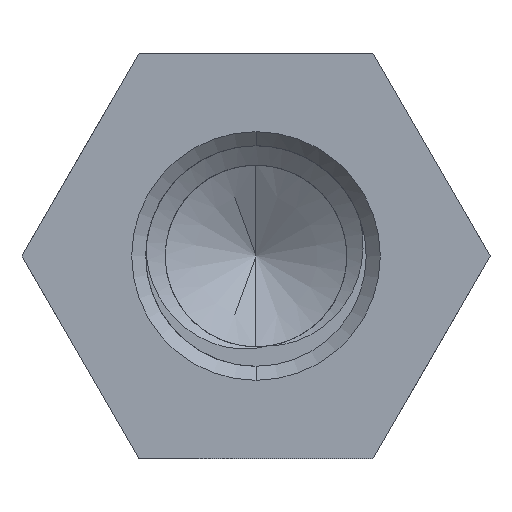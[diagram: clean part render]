
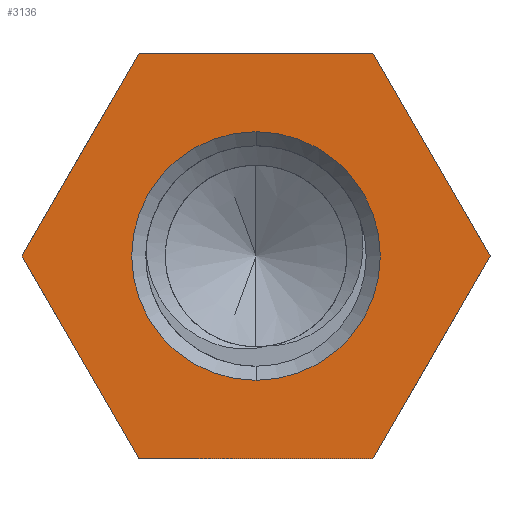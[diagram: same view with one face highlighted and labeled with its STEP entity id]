
A CAD part, front view. The second image highlights one B-rep face of the part: STEP entity #3136.
In plain terms, the highlighted planar face has unit normal (0, -1, 0).
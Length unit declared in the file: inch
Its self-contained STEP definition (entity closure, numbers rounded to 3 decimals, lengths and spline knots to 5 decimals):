
#448 = DIRECTION ( 'NONE',  ( 0., 0., 1. ) ) ;
#449 = DIRECTION ( 'NONE',  ( 0., 1., 0. ) ) ;
#450 = CARTESIAN_POINT ( 'NONE',  ( 0., 0., 0. ) ) ;
#451 = AXIS2_PLACEMENT_3D ( 'NONE', #450, #449, #448 ) ;
#452 = CIRCLE ( 'NONE', #451, 0.0767 ) ;
#453 = CARTESIAN_POINT ( 'NONE',  ( 0.07217, 0., 0.125 ) ) ;
#454 = CARTESIAN_POINT ( 'NONE',  ( -0.14434, 0., 0. ) ) ;
#462 = DIRECTION ( 'NONE',  ( -0.5, 0., 0.866 ) ) ;
#463 = VECTOR ( 'NONE', #462, 39.37008 ) ;
#464 = CARTESIAN_POINT ( 'NONE',  ( -0.07217, 0., -0.125 ) ) ;
#465 = LINE ( 'NONE', #464, #463 ) ;
#466 = CARTESIAN_POINT ( 'NONE',  ( -0.07217, 0., -0.125 ) ) ;
#489 = CARTESIAN_POINT ( 'NONE',  ( 0.14434, 0., 0. ) ) ;
#494 = DIRECTION ( 'NONE',  ( 0., 0., -1. ) ) ;
#495 = DIRECTION ( 'NONE',  ( 0., -1., 0. ) ) ;
#496 = CARTESIAN_POINT ( 'NONE',  ( 0.068, 0., 0. ) ) ;
#497 = AXIS2_PLACEMENT_3D ( 'NONE', #496, #495, #494 ) ;
#498 = PLANE ( 'NONE',  #497 ) ;
#499 = FACE_OUTER_BOUND ( 'NONE', #3131, .T. ) ;
#500 = FACE_BOUND ( 'NONE', #3128, .T. ) ;
#501 = DIRECTION ( 'NONE',  ( 0.5, 0., -0.866 ) ) ;
#502 = VECTOR ( 'NONE', #501, 39.37008 ) ;
#503 = CARTESIAN_POINT ( 'NONE',  ( 0.07217, 0., 0.125 ) ) ;
#504 = LINE ( 'NONE', #503, #502 ) ;
#551 = CARTESIAN_POINT ( 'NONE',  ( 0., 0., 0. ) ) ;
#595 = CARTESIAN_POINT ( 'NONE',  ( 0., 0., 0.0767 ) ) ;
#596 = CARTESIAN_POINT ( 'NONE',  ( 0., 0., -0.0767 ) ) ;
#597 = DIRECTION ( 'NONE',  ( 0., 0., 1. ) ) ;
#598 = DIRECTION ( 'NONE',  ( 0., 1., 0. ) ) ;
#599 = AXIS2_PLACEMENT_3D ( 'NONE', #551, #598, #597 ) ;
#600 = CIRCLE ( 'NONE', #599, 0.0767 ) ;
#983 = CARTESIAN_POINT ( 'NONE',  ( -0.07217, 0., 0.125 ) ) ;
#984 = LINE ( 'NONE', #983, #1038 ) ;
#1009 = CARTESIAN_POINT ( 'NONE',  ( -0.07217, 0., 0.125 ) ) ;
#1021 = DIRECTION ( 'NONE',  ( -1., 0., 0. ) ) ;
#1022 = VECTOR ( 'NONE', #1021, 39.37008 ) ;
#1023 = CARTESIAN_POINT ( 'NONE',  ( 0.07217, 0., -0.125 ) ) ;
#1024 = LINE ( 'NONE', #1023, #1022 ) ;
#1037 = DIRECTION ( 'NONE',  ( 1., 0., 0. ) ) ;
#1038 = VECTOR ( 'NONE', #1037, 39.37008 ) ;
#1044 = DIRECTION ( 'NONE',  ( -0.5, 0., -0.866 ) ) ;
#1045 = VECTOR ( 'NONE', #1044, 39.37008 ) ;
#1046 = CARTESIAN_POINT ( 'NONE',  ( 0.14434, 0., 0. ) ) ;
#1048 = LINE ( 'NONE', #1046, #1045 ) ;
#1091 = DIRECTION ( 'NONE',  ( 0.5, 0., 0.866 ) ) ;
#1092 = VECTOR ( 'NONE', #1091, 39.37008 ) ;
#1093 = CARTESIAN_POINT ( 'NONE',  ( -0.14434, 0., 0. ) ) ;
#1094 = LINE ( 'NONE', #1093, #1092 ) ;
#1639 = VERTEX_POINT ( 'NONE', #3073 ) ;
#3073 = CARTESIAN_POINT ( 'NONE',  ( 0.07217, 0., -0.125 ) ) ;
#3115 = VERTEX_POINT ( 'NONE', #466 ) ;
#3116 = EDGE_CURVE ( 'NONE', #3115, #3124, #465, .T. ) ;
#3117 = ORIENTED_EDGE ( 'NONE', *, *, #3820, .F. ) ;
#3122 = ORIENTED_EDGE ( 'NONE', *, *, #3813, .F. ) ;
#3123 = ORIENTED_EDGE ( 'NONE', *, *, #3849, .F. ) ;
#3124 = VERTEX_POINT ( 'NONE', #454 ) ;
#3126 = VERTEX_POINT ( 'NONE', #453 ) ;
#3127 = EDGE_CURVE ( 'NONE', #3176, #3175, #452, .T. ) ;
#3128 = EDGE_LOOP ( 'NONE', ( #3129, #3130 ) ) ;
#3129 = ORIENTED_EDGE ( 'NONE', *, *, #3174, .T. ) ;
#3130 = ORIENTED_EDGE ( 'NONE', *, *, #3127, .T. ) ;
#3131 = EDGE_LOOP ( 'NONE', ( #3134, #3122, #3123, #3805, #3117, #3801 ) ) ;
#3134 = ORIENTED_EDGE ( 'NONE', *, *, #3135, .F. ) ;
#3135 = EDGE_CURVE ( 'NONE', #3126, #3138, #504, .T. ) ;
#3136 = ADVANCED_FACE ( 'NONE', ( #500, #499 ), #498, .T. ) ;
#3138 = VERTEX_POINT ( 'NONE', #489 ) ;
#3174 = EDGE_CURVE ( 'NONE', #3175, #3176, #600, .T. ) ;
#3175 = VERTEX_POINT ( 'NONE', #596 ) ;
#3176 = VERTEX_POINT ( 'NONE', #595 ) ;
#3801 = ORIENTED_EDGE ( 'NONE', *, *, #3846, .F. ) ;
#3805 = ORIENTED_EDGE ( 'NONE', *, *, #3116, .F. ) ;
#3813 = EDGE_CURVE ( 'NONE', #3834, #3126, #984, .T. ) ;
#3820 = EDGE_CURVE ( 'NONE', #1639, #3115, #1024, .T. ) ;
#3834 = VERTEX_POINT ( 'NONE', #1009 ) ;
#3846 = EDGE_CURVE ( 'NONE', #3138, #1639, #1048, .T. ) ;
#3849 = EDGE_CURVE ( 'NONE', #3124, #3834, #1094, .T. ) ;
